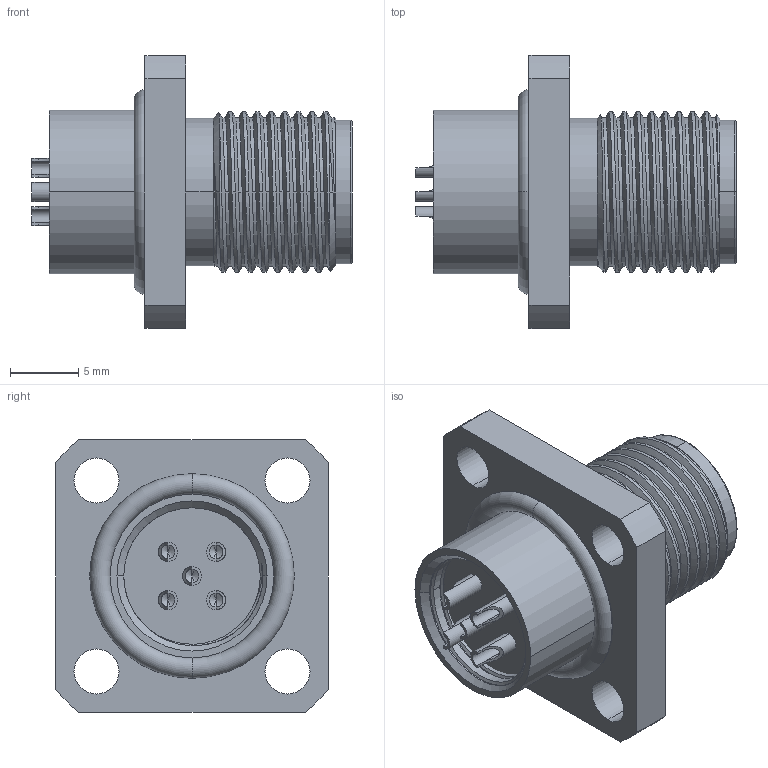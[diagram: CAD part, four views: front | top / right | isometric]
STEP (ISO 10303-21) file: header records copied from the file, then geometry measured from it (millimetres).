
FILE_DESCRIPTION (( 'STEP AP214' ), '1' );
FILE_NAME ('55-00245.STEP', '2024-04-09T19:37:49', ( '' ), ( '' ), 'SwSTEP 2.0', 'SolidWorks 2021', '' );
FILE_SCHEMA (( 'AUTOMOTIVE_DESIGN' ));
Length unit declared in the file: millimetre
Products named in the file (5): 55-00245-04___; 55-00245-01___; 55-00245-02___; 55-00245; 55-00245-03___
Assembly tree (8 placements, depth 2):
  55-00245
    55-00245-01___
    55-00245-02___
    55-00245-03___  x5
    55-00245-04___
Bounding box: 23.5 x 20 x 20 mm (x, y, z)
Volume: 2446.8 mm3; surface area: 4514.3 mm2
Topology: 8 solids, 8 shells, 337 faces, 786 edges, 488 vertices
Faces by surface type: cylinder 174, plane 68, cone 43, torus 36, sphere 10, bspline 6
Entity records: 8715 total; most frequent: CARTESIAN_POINT 3876, ORIENTED_EDGE 992, DIRECTION 977, EDGE_CURVE 496, AXIS2_PLACEMENT_3D 398, VERTEX_POINT 320, EDGE_LOOP 240, FACE_OUTER_BOUND 201
